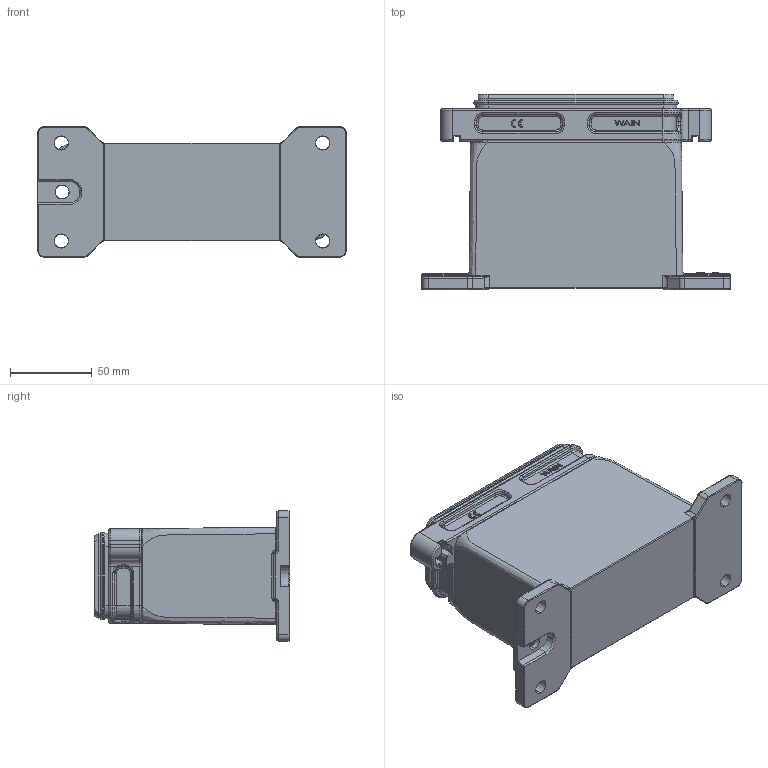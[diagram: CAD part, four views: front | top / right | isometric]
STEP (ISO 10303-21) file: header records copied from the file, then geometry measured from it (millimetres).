
FILE_DESCRIPTION(/* description */ (''),/* implementation_level */ '2;1');
FILE_NAME(/* name */ '3D_1136162405012_HP16B_H-SFH-2T-PG29_V1.1.STP',/* time_stamp */ '2024-01-24T17:03:27+08:00',/* author */ (''),/* organization */ (''),/* preprocessor_version */ 'ST-DEVELOPER v18.1',/* originating_system */ 'SIEMENS PLM Software NX 1980',/* authorisation */ '');
FILE_SCHEMA (('AP203_CONFIGURATION_CONTROLLED_3D_DESIGN_OF_MECHANICAL_PARTS_AND_ASSEMBLIES_MIM_LF { 1 0 10303 403 2 1 2}'));
Products named in the file (1): temp1
Bounding box: 188.98 x 119.9 x 79.98 mm (x, y, z)
Volume: 436699.4 mm3; surface area: 121034.4 mm2
Topology: 17 solids, 25 shells, 1447 faces, 3528 edges, 2122 vertices
Faces by surface type: plane 541, cylinder 446, torus 187, cone 119, bspline 91, sphere 39, extrusion 24
Full cylindrical faces by diameter (mm): 31.8 x1
Entity records: 49132 total; most frequent: CARTESIAN_POINT 18258, ORIENTED_EDGE 6996, DIRECTION 5390, EDGE_CURVE 3498, VERTEX_POINT 2123, AXIS2_PLACEMENT_3D 1924, VECTOR 1542, LINE 1518
